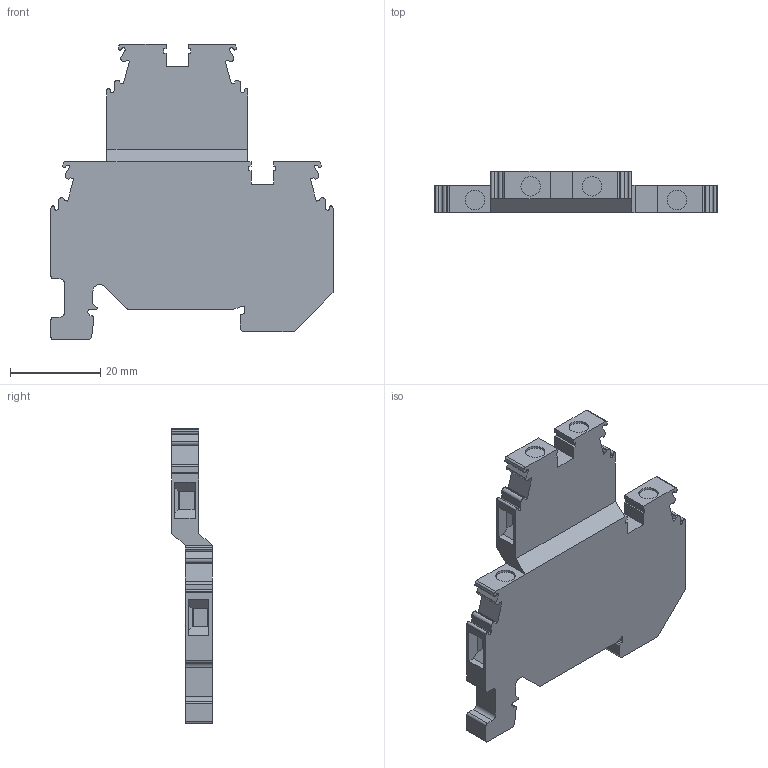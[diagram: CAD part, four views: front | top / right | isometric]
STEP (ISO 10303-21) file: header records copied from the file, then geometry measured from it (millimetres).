
FILE_DESCRIPTION(/* description */ ('Unknown'),/* implementation_level */ '2;1');
FILE_NAME(/* name */ 'ETDD4N_3D_SOLID',/* time_stamp */ '2024-11-19T10:19:36+06:00',/* author */ ('Unknown'),/* organization */ ('Unknown'),/* preprocessor_version */ 'ST-DEVELOPER v16.7',/* originating_system */ 'Solid Edge',/* authorisation */ 'Unknown');
FILE_SCHEMA (('AUTOMOTIVE_DESIGN {1 0 10303 214 3 1 1}'));
Length unit declared in the file: millimetre
Products named in the file (1): ETDD4N_3D_SOLID
Bounding box: 62.5 x 9 x 65.5 mm (x, y, z)
Volume: 15502.8 mm3; surface area: 8329.3 mm2
Topology: 1 solids, 1 shells, 230 faces, 648 edges, 428 vertices
Faces by surface type: plane 172, cylinder 58
Full cylindrical faces by diameter (mm): 4.3 x4
Entity records: 7382 total; most frequent: CARTESIAN_POINT 1303, ORIENTED_EDGE 1288, DIRECTION 1222, EDGE_CURVE 644, LINE 528, VECTOR 528, VERTEX_POINT 428, AXIS2_PLACEMENT_3D 347
